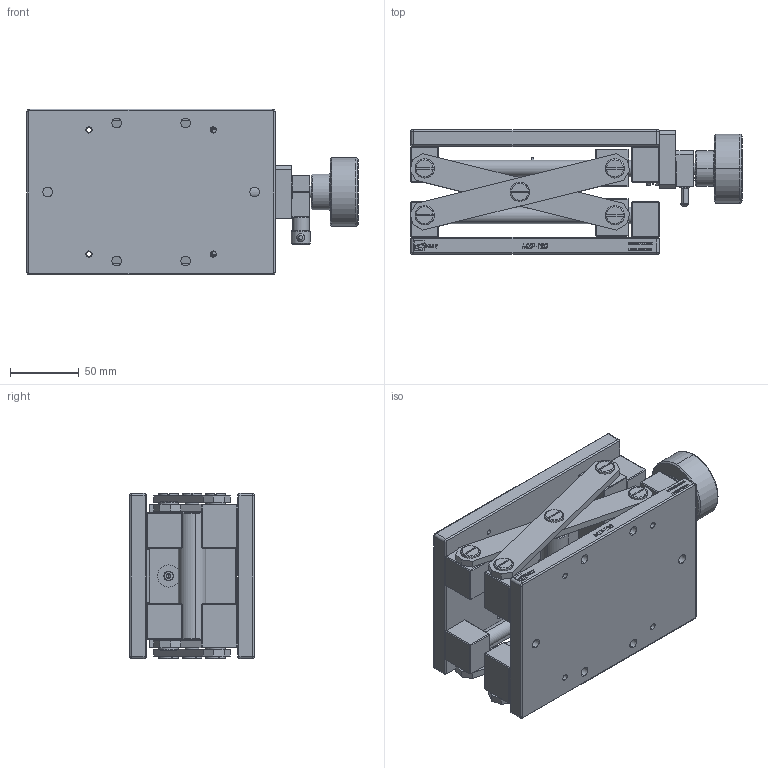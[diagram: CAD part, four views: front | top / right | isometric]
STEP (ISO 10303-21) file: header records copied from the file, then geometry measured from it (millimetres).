
FILE_DESCRIPTION (( 'STEP AP203' ), '1' );
FILE_NAME ('MZF-120(«¬¿ý).STEP', '2013-10-07T06:23:37', ( '' ), ( '' ), 'SwSTEP 2.0', 'SolidWorks 2013', '' );
FILE_SCHEMA (( 'CONFIG_CONTROL_DESIGN' ));
Length unit declared in the file: centimetre
Products named in the file (2): Group1^MZF-120(型錄); MZF-120(型錄)
Assembly tree (1 placements, depth 2):
  MZF-120(型錄)
    Group1^MZF-120(型錄)
Bounding box: 240.67 x 90 x 120 mm (x, y, z)
Volume: 993838.6 mm3; surface area: 221027.7 mm2
Topology: 2 solids, 2 shells, 1294 faces, 3288 edges, 2075 vertices
Faces by surface type: plane 795, cylinder 246, bspline 99, cone 64, sphere 48, torus 42
Entity records: 44619 total; most frequent: CARTESIAN_POINT 13186, ORIENTED_EDGE 6568, DIRECTION 6253, EDGE_CURVE 3284, LINE 2125, VECTOR 2125, VERTEX_POINT 2075, AXIS2_PLACEMENT_3D 2064
